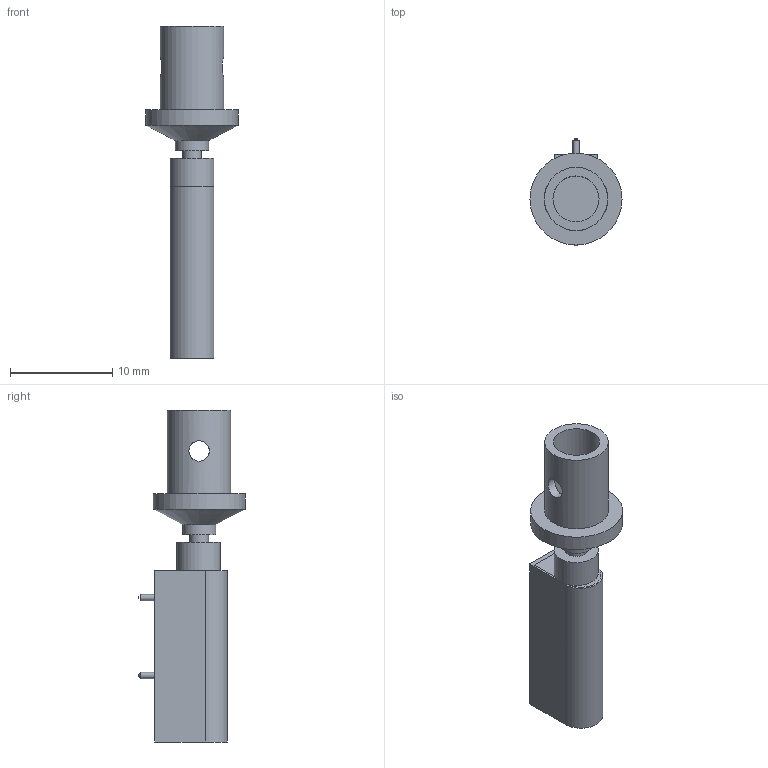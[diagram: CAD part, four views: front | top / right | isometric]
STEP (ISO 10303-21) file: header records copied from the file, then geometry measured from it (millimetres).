
FILE_DESCRIPTION(/* description */ (''),/* implementation_level */ '2;1');
FILE_NAME(/* name */ 'Killswitch_v1.step',/* time_stamp */ '2025-03-29T15:23:58+01:00',/* author */ (''),/* organization */ (''),/* preprocessor_version */ 'ST-DEVELOPER v20.1',/* originating_system */ 'Autodesk Translation Framework v14.4.0.0',/* authorisation */ '');
FILE_SCHEMA (('AUTOMOTIVE_DESIGN { 1 0 10303 214 3 1 1 }'));
Length unit declared in the file: millimetre
Products named in the file (3): Killswitch; Grundkörper100; 110
Assembly tree (2 placements, depth 2):
  Killswitch
    Grundkörper100
    110
Bounding box: 9 x 10.4 x 32.45 mm (x, y, z)
Volume: 990.9 mm3; surface area: 1550.6 mm2
Topology: 5 solids, 5 shells, 43 faces, 86 edges, 56 vertices
Faces by surface type: plane 24, cylinder 15, cone 4
Full cylindrical faces by diameter (mm): 0.6 x2, 1.85 x1, 2 x3, 2.2 x1, 3.25 x1, 3.9 x1, 4.29 x1, 4.5 x1, 6.2 x1, 9 x1
Entity records: 1376 total; most frequent: CARTESIAN_POINT 327, DIRECTION 208, ORIENTED_EDGE 172, EDGE_CURVE 86, AXIS2_PLACEMENT_3D 83, VERTEX_POINT 56, EDGE_LOOP 54, FACE_OUTER_BOUND 43
